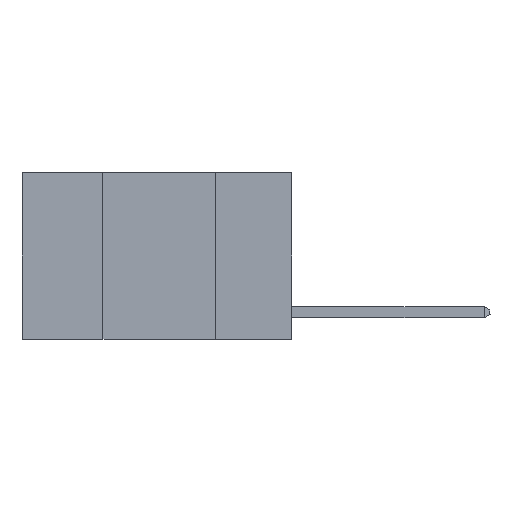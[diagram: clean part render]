
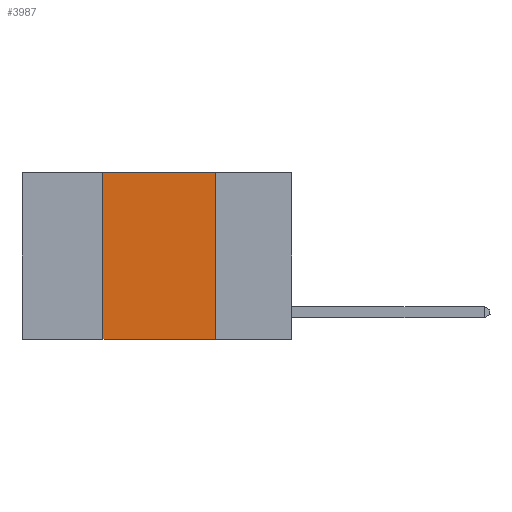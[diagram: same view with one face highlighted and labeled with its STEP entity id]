
A CAD part, left-side view. The second image highlights one B-rep face of the part: STEP entity #3987.
In plain terms, the highlighted planar face has unit normal (-1, 0, 0).
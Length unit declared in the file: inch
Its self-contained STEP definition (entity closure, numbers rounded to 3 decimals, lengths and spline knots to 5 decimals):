
#293 = LINE ( 'NONE', #4022, #1052 ) ;
#333 = DIRECTION ( 'NONE',  ( 0., -1., 0. ) ) ;
#413 = VECTOR ( 'NONE', #3922, 39.37008 ) ;
#458 = EDGE_CURVE ( 'NONE', #7144, #1917, #3527, .T. ) ;
#574 = DIRECTION ( 'NONE',  ( 0., 0., -1. ) ) ;
#906 = EDGE_CURVE ( 'NONE', #3434, #7432, #7851, .T. ) ;
#1052 = VECTOR ( 'NONE', #3571, 39.37008 ) ;
#1135 = DIRECTION ( 'NONE',  ( 1., 0., 0. ) ) ;
#1387 = CARTESIAN_POINT ( 'NONE',  ( 0., 0.6, -0.37 ) ) ;
#1840 = PLANE ( 'NONE',  #4417 ) ;
#1892 = LINE ( 'NONE', #2581, #413 ) ;
#1917 = VERTEX_POINT ( 'NONE', #5645 ) ;
#2497 = ORIENTED_EDGE ( 'NONE', *, *, #5626, .F. ) ;
#2581 = CARTESIAN_POINT ( 'NONE',  ( 0., 0.17, 0. ) ) ;
#3208 = EDGE_LOOP ( 'NONE', ( #8195, #5189, #2497, #5377 ) ) ;
#3334 = DIRECTION ( 'NONE',  ( 0., -1., 0. ) ) ;
#3397 = VECTOR ( 'NONE', #3334, 39.37008 ) ;
#3434 = VERTEX_POINT ( 'NONE', #7425 ) ;
#3527 = LINE ( 'NONE', #7918, #7368 ) ;
#3571 = DIRECTION ( 'NONE',  ( 0., 0., 1. ) ) ;
#3922 = DIRECTION ( 'NONE',  ( 0., 0., -1. ) ) ;
#3987 = ADVANCED_FACE ( 'NONE', ( #5749 ), #1840, .F. ) ;
#4022 = CARTESIAN_POINT ( 'NONE',  ( 0., 0.42, 0. ) ) ;
#4417 = AXIS2_PLACEMENT_3D ( 'NONE', #5121, #1135, #574 ) ;
#5121 = CARTESIAN_POINT ( 'NONE',  ( 0., 0.6, 0. ) ) ;
#5189 = ORIENTED_EDGE ( 'NONE', *, *, #458, .F. ) ;
#5377 = ORIENTED_EDGE ( 'NONE', *, *, #906, .T. ) ;
#5626 = EDGE_CURVE ( 'NONE', #3434, #7144, #293, .T. ) ;
#5645 = CARTESIAN_POINT ( 'NONE',  ( 0., 0.17, 0. ) ) ;
#5749 = FACE_OUTER_BOUND ( 'NONE', #3208, .T. ) ;
#6464 = CARTESIAN_POINT ( 'NONE',  ( 0., 0.42, 0. ) ) ;
#6829 = CARTESIAN_POINT ( 'NONE',  ( 0., 0.17, -0.37 ) ) ;
#7144 = VERTEX_POINT ( 'NONE', #6464 ) ;
#7146 = EDGE_CURVE ( 'NONE', #1917, #7432, #1892, .T. ) ;
#7368 = VECTOR ( 'NONE', #333, 39.37008 ) ;
#7425 = CARTESIAN_POINT ( 'NONE',  ( 0., 0.42, -0.37 ) ) ;
#7432 = VERTEX_POINT ( 'NONE', #6829 ) ;
#7851 = LINE ( 'NONE', #1387, #3397 ) ;
#7918 = CARTESIAN_POINT ( 'NONE',  ( 0., 0.6, 0. ) ) ;
#8195 = ORIENTED_EDGE ( 'NONE', *, *, #7146, .F. ) ;
